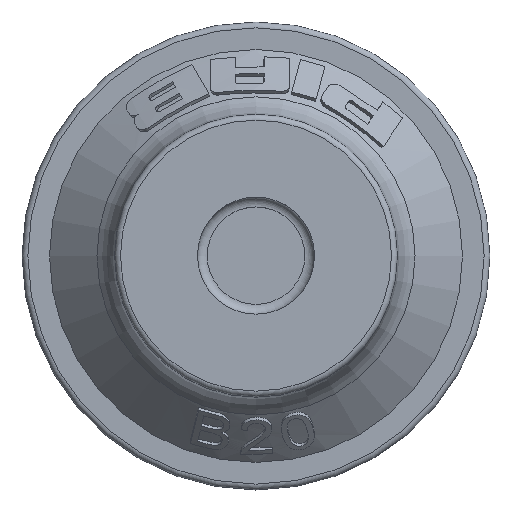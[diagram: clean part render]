
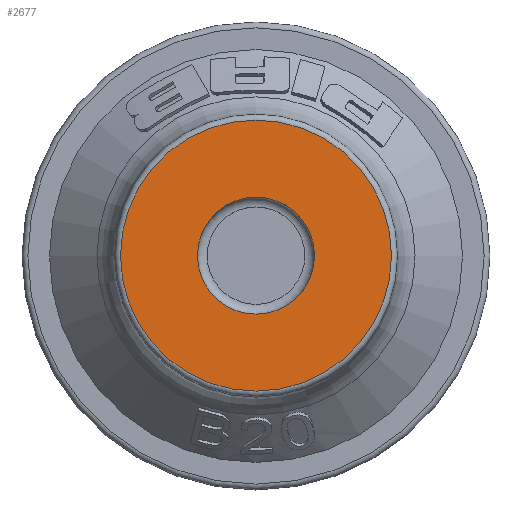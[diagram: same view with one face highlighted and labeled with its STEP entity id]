
A CAD part, top view. The second image highlights one B-rep face of the part: STEP entity #2677.
In plain terms, the highlighted planar face has unit normal (0, 0, 1).
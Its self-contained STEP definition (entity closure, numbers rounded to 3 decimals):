
#75=CIRCLE('',#2770,6.95);
#76=CIRCLE('',#2772,3.);
#123=PLANE('',#2771);
#658=ORIENTED_EDGE('',*,*,#926,.T.);
#659=ORIENTED_EDGE('',*,*,#925,.T.);
#925=EDGE_CURVE('',#1106,#1106,#75,.F.);
#926=EDGE_CURVE('',#1107,#1107,#76,.T.);
#1106=VERTEX_POINT('',#4935);
#1107=VERTEX_POINT('',#4938);
#1459=EDGE_LOOP('',(#658));
#1460=EDGE_LOOP('',(#659));
#1625=FACE_BOUND('',#1459,.T.);
#1626=FACE_BOUND('',#1460,.T.);
#2677=ADVANCED_FACE('',(#1625,#1626),#123,.F.);
#2770=AXIS2_PLACEMENT_3D('',#4934,#2955,#2956);
#2771=AXIS2_PLACEMENT_3D('',#4936,#2957,#2958);
#2772=AXIS2_PLACEMENT_3D('',#4937,#2959,#2960);
#2955=DIRECTION('',(0.,0.,-1.));
#2956=DIRECTION('',(-1.,0.,0.));
#2957=DIRECTION('',(0.,0.,-1.));
#2958=DIRECTION('',(-1.,0.,0.));
#2959=DIRECTION('',(0.,0.,-1.));
#2960=DIRECTION('',(1.,0.,0.));
#4934=CARTESIAN_POINT('',(0.,0.,0.));
#4935=CARTESIAN_POINT('',(-6.95,0.,0.));
#4936=CARTESIAN_POINT('',(0.,-3.,0.));
#4937=CARTESIAN_POINT('',(0.,0.,0.));
#4938=CARTESIAN_POINT('',(3.,0.,0.));
